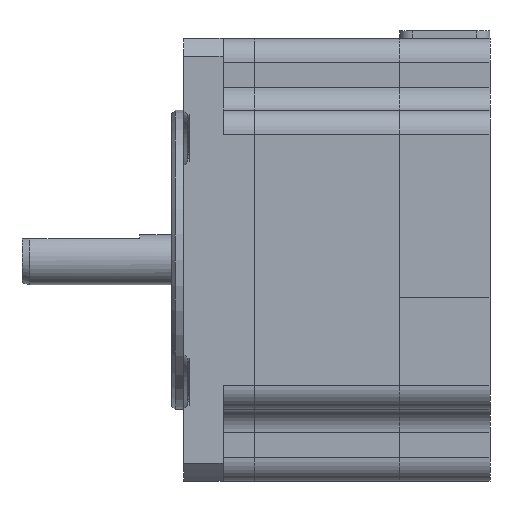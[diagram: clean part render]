
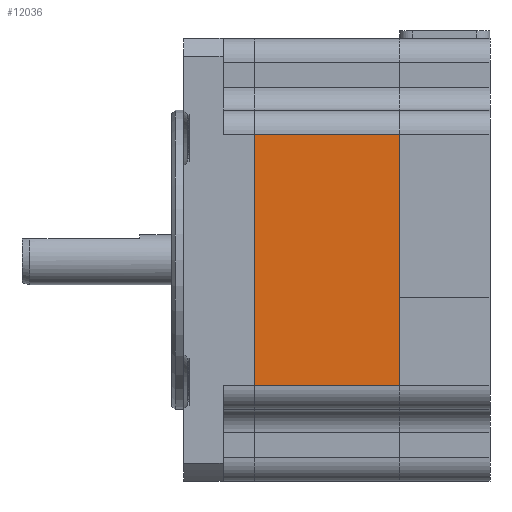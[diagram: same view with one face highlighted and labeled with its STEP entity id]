
A CAD part, left-side view. The second image highlights one B-rep face of the part: STEP entity #12036.
In plain terms, the highlighted planar face has unit normal (-1, 0, 0).
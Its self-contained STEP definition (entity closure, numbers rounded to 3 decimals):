
#2747=DIRECTION('',(0.,0.,-1.));
#2748=VECTOR('',#2747,32.);
#2749=CARTESIAN_POINT('',(-12.35,29.993,35.45));
#2750=LINE('',#2749,#2748);
#2779=DIRECTION('',(0.,0.,-1.));
#2780=VECTOR('',#2779,32.);
#2781=CARTESIAN_POINT('',(-12.35,11.51,35.45));
#2782=LINE('',#2781,#2780);
#3128=DIRECTION('',(0.,1.,0.));
#3129=VECTOR('',#3128,18.483);
#3130=CARTESIAN_POINT('',(-12.35,11.51,35.45));
#3131=LINE('',#3130,#3129);
#3908=DIRECTION('',(0.,-1.,0.));
#3909=VECTOR('',#3908,18.483);
#3910=CARTESIAN_POINT('',(-12.35,29.993,3.45));
#3911=LINE('',#3910,#3909);
#5274=CARTESIAN_POINT('',(-12.35,29.993,35.45));
#5275=CARTESIAN_POINT('',(-12.35,29.993,3.45));
#5276=VERTEX_POINT('',#5274);
#5277=VERTEX_POINT('',#5275);
#5302=CARTESIAN_POINT('',(-12.35,11.51,35.45));
#5303=CARTESIAN_POINT('',(-12.35,11.51,3.45));
#5304=VERTEX_POINT('',#5302);
#5305=VERTEX_POINT('',#5303);
#12022=CARTESIAN_POINT('',(-12.35,20.75,19.45));
#12023=DIRECTION('',(1.,0.,0.));
#12024=DIRECTION('',(0.,0.,-1.));
#12025=AXIS2_PLACEMENT_3D('',#12022,#12023,#12024);
#12026=PLANE('',#12025);
#12028=ORIENTED_EDGE('',*,*,#12027,.T.);
#12030=ORIENTED_EDGE('',*,*,#12029,.F.);
#12031=ORIENTED_EDGE('',*,*,#11982,.F.);
#12033=ORIENTED_EDGE('',*,*,#12032,.F.);
#12034=EDGE_LOOP('',(#12028,#12030,#12031,#12033));
#12035=FACE_OUTER_BOUND('',#12034,.F.);
#12036=ADVANCED_FACE('',(#12035),#12026,.F.);
#11982=EDGE_CURVE('',#5276,#5277,#2750,.T.);
#12027=EDGE_CURVE('',#5304,#5305,#2782,.T.);
#12029=EDGE_CURVE('',#5277,#5305,#3911,.T.);
#12032=EDGE_CURVE('',#5304,#5276,#3131,.T.);
